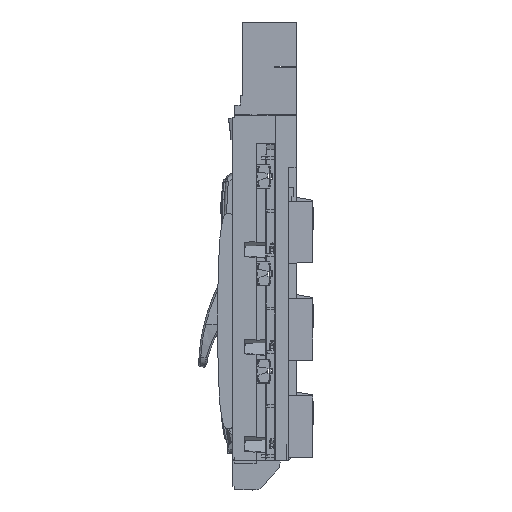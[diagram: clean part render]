
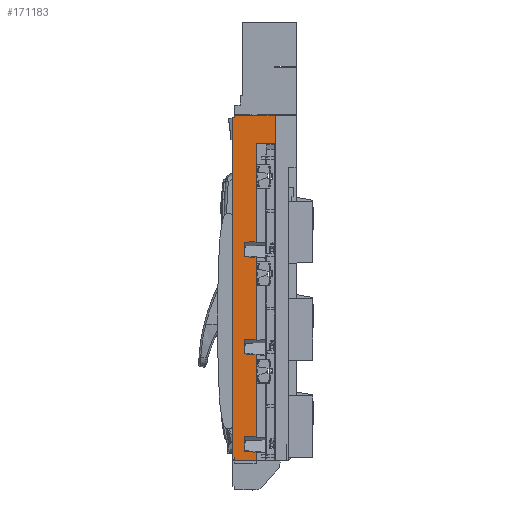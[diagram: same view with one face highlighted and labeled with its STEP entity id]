
A CAD part, left-side view. The second image highlights one B-rep face of the part: STEP entity #171183.
In plain terms, the highlighted planar face has unit normal (-1, 0, 0).
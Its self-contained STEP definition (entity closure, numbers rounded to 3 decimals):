
#170912=DIRECTION('',(0.,0.999,-0.032));
#170913=VECTOR('',#170912,0.894);
#170914=CARTESIAN_POINT('',(-3.926,22.771,
-8.347));
#170915=LINE('',#170914,#170913);
#170919=DIRECTION('',(0.,0.,-1.));
#170920=VECTOR('',#170919,1.078);
#170921=CARTESIAN_POINT('',(-3.926,23.664,
-8.376));
#170922=LINE('',#170921,#170920);
#170926=DIRECTION('',(0.,-0.996,-0.085));
#170927=VECTOR('',#170926,0.896);
#170928=CARTESIAN_POINT('',(-3.926,23.664,
-9.453));
#170929=LINE('',#170928,#170927);
#170933=DIRECTION('',(0.,0.,-1.));
#170934=VECTOR('',#170933,6.101);
#170935=CARTESIAN_POINT('',(-3.926,22.771,
-9.529));
#170936=LINE('',#170935,#170934);
#170940=DIRECTION('',(0.,0.999,-0.033));
#170941=VECTOR('',#170940,0.894);
#170942=CARTESIAN_POINT('',(-3.926,22.771,
-15.63));
#170943=LINE('',#170942,#170941);
#170947=DIRECTION('',(0.,0.,-1.));
#170948=VECTOR('',#170947,1.078);
#170949=CARTESIAN_POINT('',(-3.926,23.664,
-15.659));
#170950=LINE('',#170949,#170948);
#170954=DIRECTION('',(0.,-0.996,-0.085));
#170955=VECTOR('',#170954,0.896);
#170956=CARTESIAN_POINT('',(-3.926,23.664,
-16.737));
#170957=LINE('',#170956,#170955);
#170961=DIRECTION('',(0.,0.,-1.));
#170962=VECTOR('',#170961,0.834);
#170963=CARTESIAN_POINT('',(-3.926,22.771,
-16.813));
#170964=LINE('',#170963,#170962);
#170968=DIRECTION('',(0.,1.,0.));
#170969=VECTOR('',#170968,1.622);
#170970=CARTESIAN_POINT('',(-3.926,22.771,
-17.646));
#170971=LINE('',#170970,#170969);
#170975=DIRECTION('',(0.,0.,1.));
#170976=VECTOR('',#170975,0.276);
#170977=CARTESIAN_POINT('',(-3.926,24.393,
-17.646));
#170978=LINE('',#170977,#170976);
#170982=DIRECTION('',(0.,1.,0.));
#170983=VECTOR('',#170982,0.138);
#170984=CARTESIAN_POINT('',(-3.926,24.393,
-17.371));
#170985=LINE('',#170984,#170983);
#170989=DIRECTION('',(0.,0.,1.));
#170990=VECTOR('',#170989,25.591);
#170991=CARTESIAN_POINT('',(-3.926,24.531,
-17.371));
#170992=LINE('',#170991,#170990);
#170996=DIRECTION('',(0.,-1.,0.));
#170997=VECTOR('',#170996,0.138);
#170998=CARTESIAN_POINT('',(-3.926,24.531,
8.22));
#170999=LINE('',#170998,#170997);
#171003=DIRECTION('',(0.,0.,1.));
#171004=VECTOR('',#171003,0.197);
#171005=CARTESIAN_POINT('',(-3.926,24.393,
8.22));
#171006=LINE('',#171005,#171004);
#171010=DIRECTION('',(0.,-1.,0.));
#171011=VECTOR('',#171010,3.047);
#171012=CARTESIAN_POINT('',(-3.926,24.393,
8.417));
#171013=LINE('',#171012,#171011);
#171017=DIRECTION('',(0.,0.,-1.));
#171018=VECTOR('',#171017,25.834);
#171019=CARTESIAN_POINT('',(-3.926,21.346,
8.417));
#171020=LINE('',#171019,#171018);
#171024=DIRECTION('',(0.,1.,0.));
#171025=VECTOR('',#171024,0.055);
#171026=CARTESIAN_POINT('',(-3.926,21.346,
-17.417));
#171027=LINE('',#171026,#171025);
#171031=DIRECTION('',(0.,0.,1.));
#171032=VECTOR('',#171031,23.698);
#171033=CARTESIAN_POINT('',(-3.926,21.401,
-17.417));
#171034=LINE('',#171033,#171032);
#171038=DIRECTION('',(0.,1.,0.));
#171039=VECTOR('',#171038,1.37);
#171040=CARTESIAN_POINT('',(-3.926,21.401,
6.28));
#171041=LINE('',#171040,#171039);
#171045=DIRECTION('',(0.,0.,-1.));
#171046=VECTOR('',#171045,7.344);
#171047=CARTESIAN_POINT('',(-3.926,22.771,
6.28));
#171048=LINE('',#171047,#171046);
#171052=DIRECTION('',(0.,0.999,-0.032));
#171053=VECTOR('',#171052,0.894);
#171054=CARTESIAN_POINT('',(-3.926,22.771,
-1.063));
#171055=LINE('',#171054,#171053);
#171059=DIRECTION('',(0.,0.,-1.));
#171060=VECTOR('',#171059,1.078);
#171061=CARTESIAN_POINT('',(-3.926,23.664,
-1.092));
#171062=LINE('',#171061,#171060);
#171066=DIRECTION('',(0.,-0.996,-0.085));
#171067=VECTOR('',#171066,0.896);
#171068=CARTESIAN_POINT('',(-3.926,23.664,
-2.17));
#171069=LINE('',#171068,#171067);
#171073=DIRECTION('',(0.,0.,-1.));
#171074=VECTOR('',#171073,6.101);
#171075=CARTESIAN_POINT('',(-3.926,22.771,
-2.246));
#171076=LINE('',#171075,#171074);
#171080=CARTESIAN_POINT('',(-3.926,22.771,
-8.347));
#171081=CARTESIAN_POINT('',(-3.926,23.664,
-8.376));
#171082=VERTEX_POINT('',#171080);
#171083=VERTEX_POINT('',#171081);
#171084=CARTESIAN_POINT('',(-3.926,23.664,
-9.453));
#171085=VERTEX_POINT('',#171084);
#171086=CARTESIAN_POINT('',(-3.926,22.771,
-9.529));
#171087=VERTEX_POINT('',#171086);
#171088=CARTESIAN_POINT('',(-3.926,22.771,
-15.63));
#171089=VERTEX_POINT('',#171088);
#171090=CARTESIAN_POINT('',(-3.926,23.664,
-15.659));
#171091=VERTEX_POINT('',#171090);
#171092=CARTESIAN_POINT('',(-3.926,23.664,
-16.737));
#171093=VERTEX_POINT('',#171092);
#171094=CARTESIAN_POINT('',(-3.926,22.771,
-16.813));
#171095=VERTEX_POINT('',#171094);
#171096=CARTESIAN_POINT('',(-3.926,22.771,
-17.646));
#171097=VERTEX_POINT('',#171096);
#171098=CARTESIAN_POINT('',(-3.926,24.393,
-17.646));
#171099=VERTEX_POINT('',#171098);
#171100=CARTESIAN_POINT('',(-3.926,24.393,
-17.371));
#171101=VERTEX_POINT('',#171100);
#171102=CARTESIAN_POINT('',(-3.926,24.531,
-17.371));
#171103=VERTEX_POINT('',#171102);
#171104=CARTESIAN_POINT('',(-3.926,24.531,
8.22));
#171105=VERTEX_POINT('',#171104);
#171106=CARTESIAN_POINT('',(-3.926,24.393,
8.22));
#171107=VERTEX_POINT('',#171106);
#171108=CARTESIAN_POINT('',(-3.926,24.393,
8.417));
#171109=VERTEX_POINT('',#171108);
#171110=CARTESIAN_POINT('',(-3.926,21.346,
8.417));
#171111=VERTEX_POINT('',#171110);
#171112=CARTESIAN_POINT('',(-3.926,21.346,
-17.417));
#171113=VERTEX_POINT('',#171112);
#171114=CARTESIAN_POINT('',(-3.926,21.401,
-17.417));
#171115=VERTEX_POINT('',#171114);
#171116=CARTESIAN_POINT('',(-3.926,21.401,
6.28));
#171117=VERTEX_POINT('',#171116);
#171118=CARTESIAN_POINT('',(-3.926,22.771,
6.28));
#171119=VERTEX_POINT('',#171118);
#171120=CARTESIAN_POINT('',(-3.926,22.771,
-1.063));
#171121=VERTEX_POINT('',#171120);
#171122=CARTESIAN_POINT('',(-3.926,23.664,
-1.092));
#171123=VERTEX_POINT('',#171122);
#171124=CARTESIAN_POINT('',(-3.926,23.664,
-2.17));
#171125=VERTEX_POINT('',#171124);
#171126=CARTESIAN_POINT('',(-3.926,22.771,
-2.246));
#171127=VERTEX_POINT('',#171126);
#171128=CARTESIAN_POINT('',(-3.926,0.,0.));
#171129=DIRECTION('',(1.,0.,0.));
#171130=DIRECTION('',(0.,1.,0.));
#171131=AXIS2_PLACEMENT_3D('',#171128,#171129,#171130);
#171132=PLANE('',#171131);
#171134=ORIENTED_EDGE('',*,*,#171133,.T.);
#171136=ORIENTED_EDGE('',*,*,#171135,.T.);
#171138=ORIENTED_EDGE('',*,*,#171137,.T.);
#171140=ORIENTED_EDGE('',*,*,#171139,.T.);
#171142=ORIENTED_EDGE('',*,*,#171141,.T.);
#171144=ORIENTED_EDGE('',*,*,#171143,.T.);
#171146=ORIENTED_EDGE('',*,*,#171145,.T.);
#171148=ORIENTED_EDGE('',*,*,#171147,.T.);
#171150=ORIENTED_EDGE('',*,*,#171149,.T.);
#171152=ORIENTED_EDGE('',*,*,#171151,.T.);
#171154=ORIENTED_EDGE('',*,*,#171153,.T.);
#171156=ORIENTED_EDGE('',*,*,#171155,.T.);
#171158=ORIENTED_EDGE('',*,*,#171157,.T.);
#171160=ORIENTED_EDGE('',*,*,#171159,.T.);
#171162=ORIENTED_EDGE('',*,*,#171161,.T.);
#171164=ORIENTED_EDGE('',*,*,#171163,.T.);
#171166=ORIENTED_EDGE('',*,*,#171165,.T.);
#171168=ORIENTED_EDGE('',*,*,#171167,.T.);
#171170=ORIENTED_EDGE('',*,*,#171169,.T.);
#171172=ORIENTED_EDGE('',*,*,#171171,.T.);
#171174=ORIENTED_EDGE('',*,*,#171173,.T.);
#171176=ORIENTED_EDGE('',*,*,#171175,.T.);
#171178=ORIENTED_EDGE('',*,*,#171177,.T.);
#171180=ORIENTED_EDGE('',*,*,#171179,.T.);
#171181=EDGE_LOOP('',(#171134,#171136,#171138,#171140,#171142,#171144,#171146,
#171148,#171150,#171152,#171154,#171156,#171158,#171160,#171162,#171164,#171166,
#171168,#171170,#171172,#171174,#171176,#171178,#171180));
#171182=FACE_OUTER_BOUND('',#171181,.F.);
#171133=EDGE_CURVE('',#171082,#171083,#170915,.T.);
#171135=EDGE_CURVE('',#171083,#171085,#170922,.T.);
#171137=EDGE_CURVE('',#171085,#171087,#170929,.T.);
#171139=EDGE_CURVE('',#171087,#171089,#170936,.T.);
#171141=EDGE_CURVE('',#171089,#171091,#170943,.T.);
#171143=EDGE_CURVE('',#171091,#171093,#170950,.T.);
#171145=EDGE_CURVE('',#171093,#171095,#170957,.T.);
#171147=EDGE_CURVE('',#171095,#171097,#170964,.T.);
#171149=EDGE_CURVE('',#171097,#171099,#170971,.T.);
#171151=EDGE_CURVE('',#171099,#171101,#170978,.T.);
#171153=EDGE_CURVE('',#171101,#171103,#170985,.T.);
#171155=EDGE_CURVE('',#171103,#171105,#170992,.T.);
#171157=EDGE_CURVE('',#171105,#171107,#170999,.T.);
#171159=EDGE_CURVE('',#171107,#171109,#171006,.T.);
#171161=EDGE_CURVE('',#171109,#171111,#171013,.T.);
#171163=EDGE_CURVE('',#171111,#171113,#171020,.T.);
#171165=EDGE_CURVE('',#171113,#171115,#171027,.T.);
#171167=EDGE_CURVE('',#171115,#171117,#171034,.T.);
#171169=EDGE_CURVE('',#171117,#171119,#171041,.T.);
#171171=EDGE_CURVE('',#171119,#171121,#171048,.T.);
#171173=EDGE_CURVE('',#171121,#171123,#171055,.T.);
#171175=EDGE_CURVE('',#171123,#171125,#171062,.T.);
#171177=EDGE_CURVE('',#171125,#171127,#171069,.T.);
#171179=EDGE_CURVE('',#171127,#171082,#171076,.T.);
#171183=ADVANCED_FACE('',(#171182),#171132,.F.);
